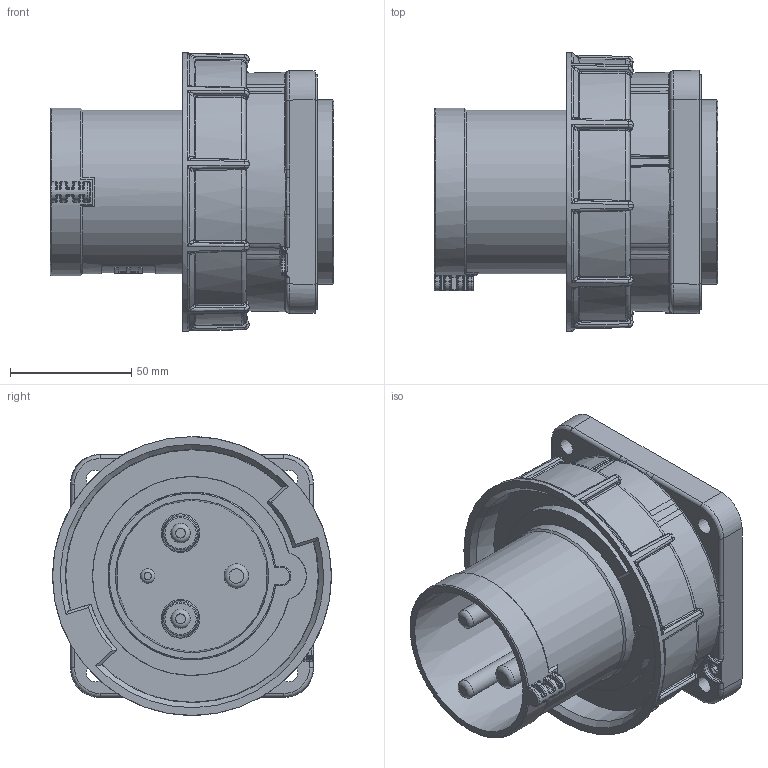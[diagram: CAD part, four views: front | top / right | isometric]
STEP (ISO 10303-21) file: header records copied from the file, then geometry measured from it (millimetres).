
FILE_DESCRIPTION (( 'STEP AP203' ), '1' );
FILE_NAME ('633-6.STEP', '2018-05-09T08:01:12', ( '' ), ( '' ), 'SwSTEP 2.0', 'SolidWorks 2016', '' );
FILE_SCHEMA (( 'CONFIG_CONTROL_DESIGN' ));
Length unit declared in the file: millimetre
Products named in the file (1): 633-6
Bounding box: 116.7 x 114.8 x 114.8 mm (x, y, z)
Volume: 494779.2 mm3; surface area: 88323.4 mm2
Topology: 1 solids, 1 shells, 987 faces, 2386 edges, 1407 vertices
Faces by surface type: bspline 387, plane 213, cylinder 159, torus 113, cone 81, sphere 34
Full cylindrical faces by diameter (mm): 6 x1, 7.18 x4, 8 x2, 8.841 x4, 10 x1, 67.5 x1, 69.1 x2, 76.2 x1
Entity records: 45663 total; most frequent: CARTESIAN_POINT 25804, ORIENTED_EDGE 4612, DIRECTION 3421, EDGE_CURVE 2306, AXIS2_PLACEMENT_3D 1422, VERTEX_POINT 1394, EDGE_LOOP 1068, FACE_OUTER_BOUND 1012
